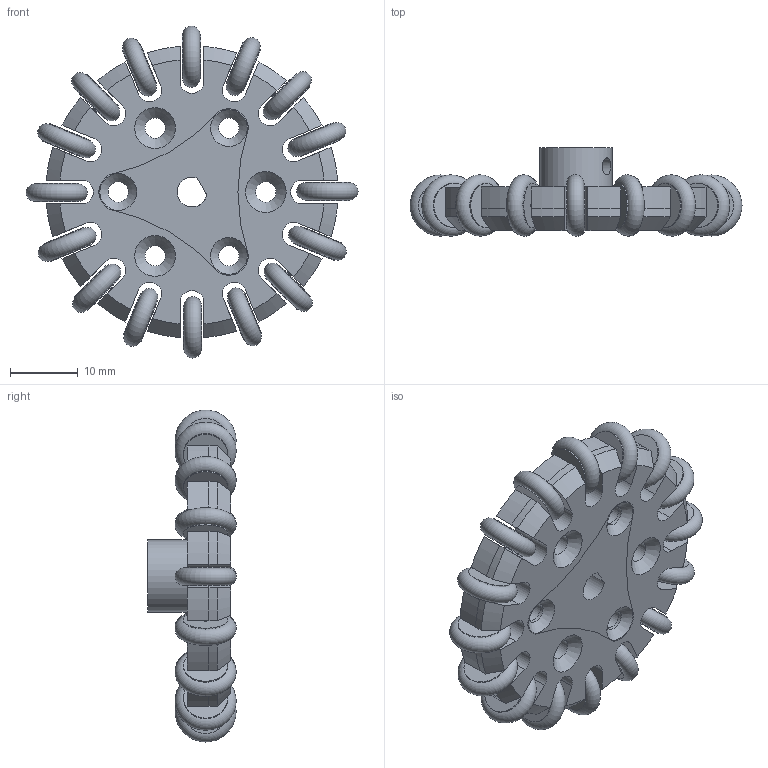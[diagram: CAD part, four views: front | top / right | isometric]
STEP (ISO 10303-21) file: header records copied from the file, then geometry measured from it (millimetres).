
FILE_DESCRIPTION(/* description */ (''),/* implementation_level */ '2;1');
FILE_NAME(/* name */ 'Rad.stp',/* time_stamp */ '2022-11-01T19:39:01+01:00',/* author */ ('Fabian'),/* organization */ (''),/* preprocessor_version */ 'ST-DEVELOPER v19',/* originating_system */ 'Autodesk Inventor 2023',/* authorisation */ '');
FILE_SCHEMA (('AUTOMOTIVE_DESIGN { 1 0 10303 214 3 1 1 }'));
Length unit declared in the file: millimetre
Products named in the file (5): Rad komplett; Rad Ring V6; Rad Ring 2 V6; Rad Adapter; Rädchen
Assembly tree (19 placements, depth 2):
  Rad komplett
    Rad Ring V6
    Rad Ring 2 V6
    Rad Adapter
    Rädchen  x16
Bounding box: 48.85 x 13 x 48.85 mm (x, y, z)
Volume: 9905 mm3; surface area: 14769.2 mm2
Topology: 51 solids, 51 shells, 528 faces, 1154 edges, 762 vertices
Faces by surface type: plane 234, cylinder 224, torus 48, cone 22
Full cylindrical faces by diameter (mm): 1 x32, 2.5 x1, 3 x15, 4.4 x1, 6.5 x64, 10.6 x3
Entity records: 9307 total; most frequent: CARTESIAN_POINT 1666, DIRECTION 1626, ORIENTED_EDGE 1528, EDGE_CURVE 764, AXIS2_PLACEMENT_3D 597, VERTEX_POINT 507, LINE 432, VECTOR 432
